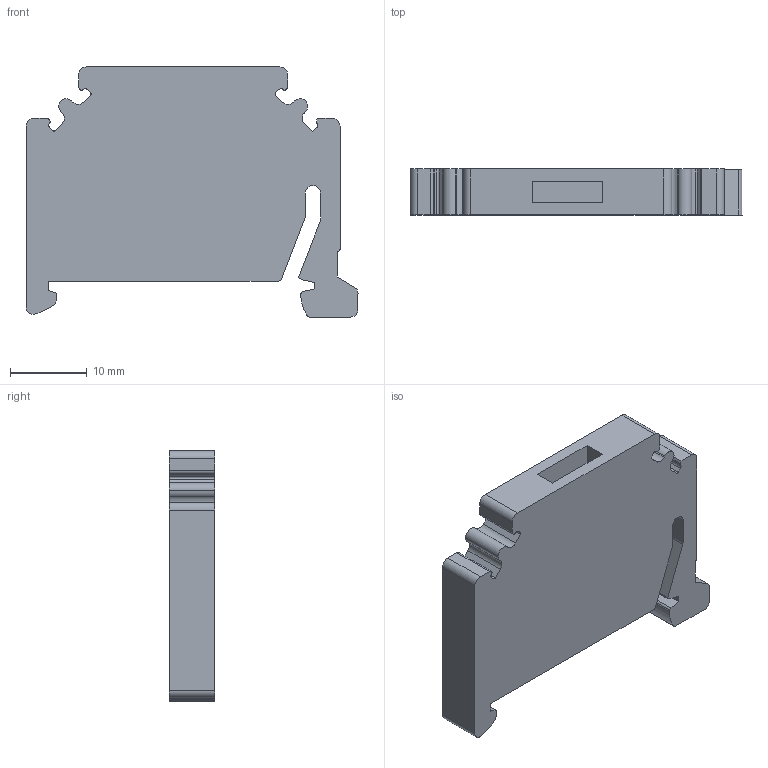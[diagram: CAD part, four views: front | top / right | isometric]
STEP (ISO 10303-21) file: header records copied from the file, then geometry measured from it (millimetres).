
FILE_DESCRIPTION (( 'STEP AP214' ), '1' );
FILE_NAME ('CA103.STEP', '2024-11-20T10:37:50', ( '' ), ( '' ), 'SwSTEP 2.0', 'SolidWorks 2022', '' );
FILE_SCHEMA (( 'AUTOMOTIVE_DESIGN' ));
Length unit declared in the file: millimetre
Products named in the file (1): CA103
Bounding box: 43.4 x 6 x 32.7 mm (x, y, z)
Volume: 5857.4 mm3; surface area: 3880.5 mm2
Topology: 1 solids, 1 shells, 94 faces, 273 edges, 182 vertices
Faces by surface type: cylinder 47, plane 47
Entity records: 3165 total; most frequent: DIRECTION 557, CARTESIAN_POINT 550, ORIENTED_EDGE 546, EDGE_CURVE 273, AXIS2_PLACEMENT_3D 189, VERTEX_POINT 182, LINE 179, VECTOR 179
